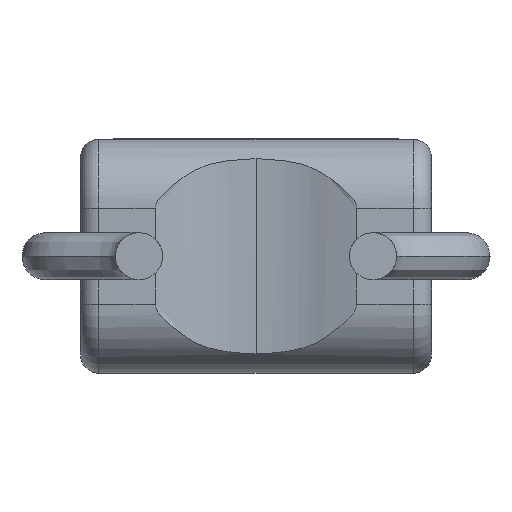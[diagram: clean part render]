
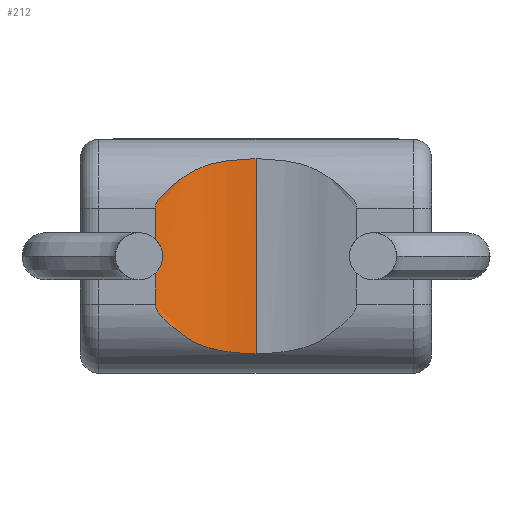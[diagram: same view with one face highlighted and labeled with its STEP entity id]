
A CAD part, front view. The second image highlights one B-rep face of the part: STEP entity #212.
In plain terms, the highlighted free-form (B-spline) face has degree [3, 1] with [4, 2] control points.
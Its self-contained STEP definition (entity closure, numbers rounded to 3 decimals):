
#49 = CARTESIAN_POINT ( 'NONE',  ( 0.81, 0., 2.343 ) ) ;
#186 = CARTESIAN_POINT ( 'NONE',  ( 1.088, 0.069, 0.427 ) ) ;
#210 = CARTESIAN_POINT ( 'NONE',  ( 0.851, 0.006, 0.649 ) ) ;
#212 = ADVANCED_FACE ( 'NONE', ( #4776 ), #1600, .F. ) ;
#434 = CARTESIAN_POINT ( 'NONE',  ( 1.905, 0.23, 0. ) ) ;
#450 = CARTESIAN_POINT ( 'NONE',  ( 1.686, 0.219, 2.32 ) ) ;
#626 = CARTESIAN_POINT ( 'NONE',  ( 1.795, 0.227, 0.213 ) ) ;
#643 = CARTESIAN_POINT ( 'NONE',  ( 1.173, 0.103, 0.366 ) ) ;
#878 = EDGE_CURVE ( 'NONE', #4222, #2709, #4726, .T. ) ;
#928 = CARTESIAN_POINT ( 'NONE',  ( 1.905, 0.23, 2.343 ) ) ;
#949 = CARTESIAN_POINT ( 'NONE',  ( 1.365, 0.164, 2.261 ) ) ;
#957 = CARTESIAN_POINT ( 'NONE',  ( 0.81, 0., 0. ) ) ;
#964 = CARTESIAN_POINT ( 'NONE',  ( 0.925, 0.022, 1.973 ) ) ;
#997 = CARTESIAN_POINT ( 'NONE',  ( 1.905, 0.23, 2.33 ) ) ;
#1095 = CARTESIAN_POINT ( 'NONE',  ( 1.364, 0.164, 0.279 ) ) ;
#1184 = CARTESIAN_POINT ( 'NONE',  ( 1.905, 0.23, 0.21 ) ) ;
#1229 = VECTOR ( 'NONE', #2229, 1000. ) ;
#1330 = CARTESIAN_POINT ( 'NONE',  ( 1.471, 0.189, 2.288 ) ) ;
#1331 = CARTESIAN_POINT ( 'NONE',  ( 1.17, 0.053, 0.197 ) ) ;
#1371 = CARTESIAN_POINT ( 'NONE',  ( 1.255, 0.21, 2.343 ) ) ;
#1600 = B_SPLINE_SURFACE_WITH_KNOTS ( 'NONE', 3, 1, ( 
 ( #4966, #928 ),
 ( #4058, #1371 ),
 ( #1331, #1799 ),
 ( #4489, #49 ) ),
 .UNSPECIFIED., .F., .F., .F.,
 ( 4, 4 ),
 ( 2, 2 ),
 ( 0., 1. ),
 ( 0., 1. ),
 .UNSPECIFIED. ) ;
#1715 = B_SPLINE_CURVE_WITH_KNOTS ( 'NONE', 3,
 ( #5494, #5543, #2819, #210, #2798, #3307, #5514, #186, #643, #1095, #5078, #3290, #626, #3245 ),
 .UNSPECIFIED., .F., .F.,
 ( 4, 2, 2, 2, 2, 2, 4 ),
 ( 0., 0., 0., 0., 0.001, 0.001, 0.001 ),
 .UNSPECIFIED. ) ;
#1744 = ORIENTED_EDGE ( 'NONE', *, *, #4070, .T. ) ;
#1799 = CARTESIAN_POINT ( 'NONE',  ( 1.17, 0.053, 2.343 ) ) ;
#1818 = CARTESIAN_POINT ( 'NONE',  ( 1.088, 0.069, 2.113 ) ) ;
#1841 = CARTESIAN_POINT ( 'NONE',  ( 0.852, 0.007, 1.892 ) ) ;
#1905 = VECTOR ( 'NONE', #4582, 1000. ) ;
#2229 = DIRECTION ( 'NONE',  ( 0., 0., 1. ) ) ;
#2292 = CARTESIAN_POINT ( 'NONE',  ( 0.81, 0., 1.818 ) ) ;
#2312 = EDGE_LOOP ( 'NONE', ( #1744, #4992, #3469, #5368 ) ) ;
#2709 = VERTEX_POINT ( 'NONE', #3146 ) ;
#2798 = CARTESIAN_POINT ( 'NONE',  ( 0.869, 0.01, 0.628 ) ) ;
#2819 = CARTESIAN_POINT ( 'NONE',  ( 0.821, 0.002, 0.695 ) ) ;
#3032 = B_SPLINE_CURVE_WITH_KNOTS ( 'NONE', 3,
 ( #4546, #3634, #450, #1330, #949, #3646, #1818, #4965, #964, #4104, #1841, #4987, #2292, #5453 ),
 .UNSPECIFIED., .F., .F.,
 ( 4, 2, 2, 2, 2, 2, 4 ),
 ( 0., 0., 0.001, 0.001, 0.001, 0.001, 0.001 ),
 .UNSPECIFIED. ) ;
#3146 = CARTESIAN_POINT ( 'NONE',  ( 0.81, 0., 1.79 ) ) ;
#3245 = CARTESIAN_POINT ( 'NONE',  ( 1.905, 0.23, 0.21 ) ) ;
#3254 = LINE ( 'NONE', #434, #1229 ) ;
#3276 = EDGE_CURVE ( 'NONE', #4424, #4716, #3254, .T. ) ;
#3290 = CARTESIAN_POINT ( 'NONE',  ( 1.685, 0.219, 0.22 ) ) ;
#3307 = CARTESIAN_POINT ( 'NONE',  ( 0.925, 0.021, 0.568 ) ) ;
#3469 = ORIENTED_EDGE ( 'NONE', *, *, #5218, .T. ) ;
#3634 = CARTESIAN_POINT ( 'NONE',  ( 1.795, 0.227, 2.327 ) ) ;
#3646 = CARTESIAN_POINT ( 'NONE',  ( 1.174, 0.104, 2.174 ) ) ;
#4058 = CARTESIAN_POINT ( 'NONE',  ( 1.255, 0.21, 0.197 ) ) ;
#4070 = EDGE_CURVE ( 'NONE', #4222, #4424, #1715, .T. ) ;
#4104 = CARTESIAN_POINT ( 'NONE',  ( 0.87, 0.01, 1.913 ) ) ;
#4222 = VERTEX_POINT ( 'NONE', #4516 ) ;
#4424 = VERTEX_POINT ( 'NONE', #1184 ) ;
#4489 = CARTESIAN_POINT ( 'NONE',  ( 0.81, 0., 0.197 ) ) ;
#4516 = CARTESIAN_POINT ( 'NONE',  ( 0.81, 0., 0.75 ) ) ;
#4546 = CARTESIAN_POINT ( 'NONE',  ( 1.905, 0.23, 2.33 ) ) ;
#4582 = DIRECTION ( 'NONE',  ( 0., 0., 1. ) ) ;
#4716 = VERTEX_POINT ( 'NONE', #997 ) ;
#4726 = LINE ( 'NONE', #957, #1905 ) ;
#4776 = FACE_OUTER_BOUND ( 'NONE', #2312, .T. ) ;
#4965 = CARTESIAN_POINT ( 'NONE',  ( 0.965, 0.032, 2.009 ) ) ;
#4966 = CARTESIAN_POINT ( 'NONE',  ( 1.905, 0.23, 0.197 ) ) ;
#4987 = CARTESIAN_POINT ( 'NONE',  ( 0.822, 0.002, 1.845 ) ) ;
#4992 = ORIENTED_EDGE ( 'NONE', *, *, #3276, .T. ) ;
#5078 = CARTESIAN_POINT ( 'NONE',  ( 1.471, 0.189, 0.252 ) ) ;
#5218 = EDGE_CURVE ( 'NONE', #4716, #2709, #3032, .T. ) ;
#5368 = ORIENTED_EDGE ( 'NONE', *, *, #878, .F. ) ;
#5453 = CARTESIAN_POINT ( 'NONE',  ( 0.81, 0., 1.79 ) ) ;
#5494 = CARTESIAN_POINT ( 'NONE',  ( 0.81, 0., 0.75 ) ) ;
#5514 = CARTESIAN_POINT ( 'NONE',  ( 0.965, 0.032, 0.532 ) ) ;
#5543 = CARTESIAN_POINT ( 'NONE',  ( 0.81, 0., 0.722 ) ) ;
